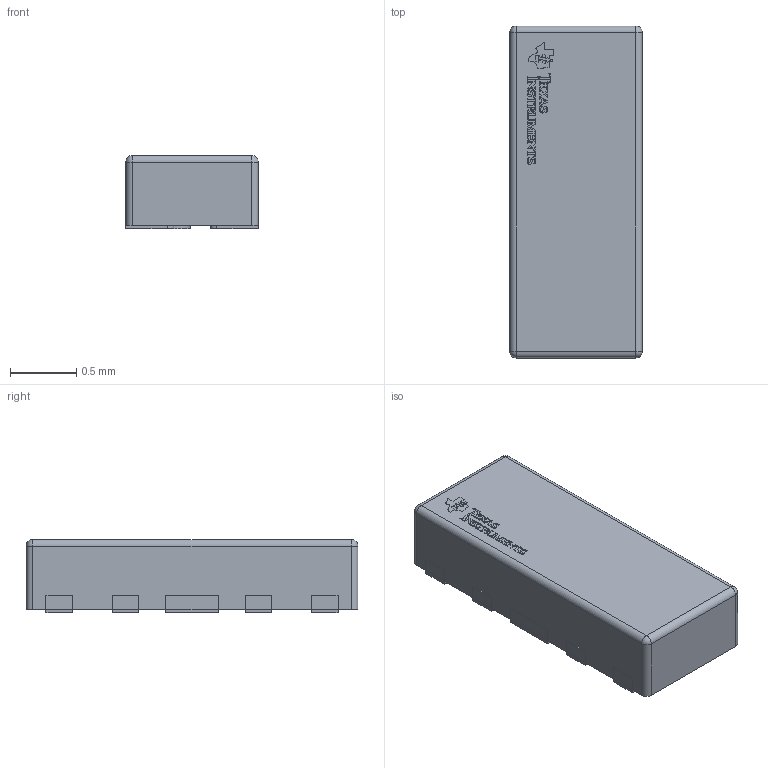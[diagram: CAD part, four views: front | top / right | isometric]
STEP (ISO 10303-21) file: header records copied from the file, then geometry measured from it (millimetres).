
FILE_DESCRIPTION(/* description */ (''),/* implementation_level */ '2;1');
FILE_NAME(/* name */ '1.stp',/* time_stamp */ '2019-11-20T12:34:02+02:00',/* author */ ('Karem'),/* organization */ (''),/* preprocessor_version */ 'ST-DEVELOPER v15.6',/* originating_system */ 'Autodesk Inventor 2015',/* authorisation */ '');
FILE_SCHEMA (('AUTOMOTIVE_DESIGN { 1 0 10303 214 3 1 1 }'));
Length unit declared in the file: millimetre
Products named in the file (5): 1; 2; Texas Logo Yury; Texas Logo Yury - Copy
Bounding box: 1 x 2.5 x 0.55 mm (x, y, z)
Volume: 1.4 mm3; surface area: 12.6 mm2
Topology: 29 solids, 29 shells, 514 faces, 1356 edges, 900 vertices
Faces by surface type: plane 321, bspline 166, cylinder 23, sphere 4
Entity records: 17177 total; most frequent: CARTESIAN_POINT 5437, ORIENTED_EDGE 2712, DIRECTION 1784, EDGE_CURVE 1356, LINE 978, VECTOR 978, VERTEX_POINT 900, EDGE_LOOP 518
